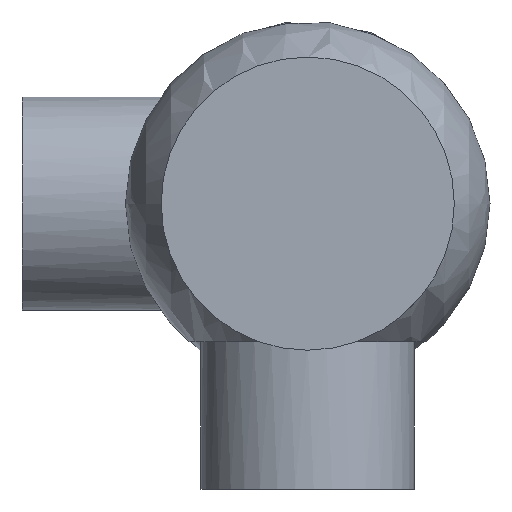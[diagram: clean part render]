
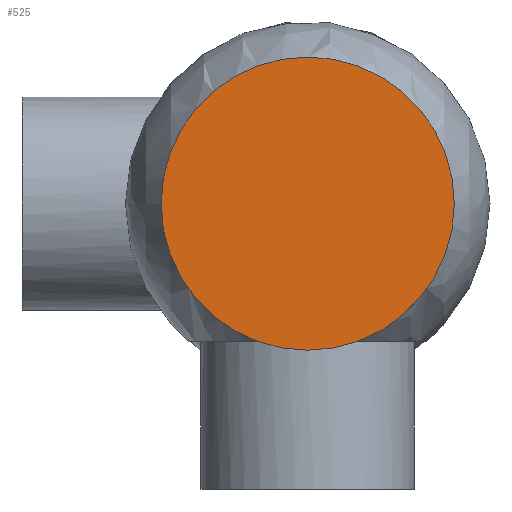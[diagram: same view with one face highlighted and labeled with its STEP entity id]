
A CAD part, front view. The second image highlights one B-rep face of the part: STEP entity #525.
In plain terms, the highlighted planar face has unit normal (0, -1, 0).
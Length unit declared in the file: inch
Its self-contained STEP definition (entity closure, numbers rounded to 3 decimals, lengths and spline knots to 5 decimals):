
#26=PLANE('',#625);
#95=FACE_OUTER_BOUND('',#127,.T.);
#127=EDGE_LOOP('',(#487,#488));
#188=CIRCLE('',#608,2.06);
#189=CIRCLE('',#609,2.06);
#246=VERTEX_POINT('',#2313);
#247=VERTEX_POINT('',#2315);
#317=EDGE_CURVE('',#246,#247,#188,.T.);
#318=EDGE_CURVE('',#247,#246,#189,.T.);
#487=ORIENTED_EDGE('',*,*,#318,.F.);
#488=ORIENTED_EDGE('',*,*,#317,.F.);
#525=ADVANCED_FACE('',(#95),#26,.T.);
#608=AXIS2_PLACEMENT_3D('',#2316,#756,#757);
#609=AXIS2_PLACEMENT_3D('',#2317,#758,#759);
#625=AXIS2_PLACEMENT_3D('',#2347,#799,#800);
#756=DIRECTION('center_axis',(0.,1.,0.));
#757=DIRECTION('ref_axis',(0.,0.,1.));
#758=DIRECTION('center_axis',(0.,1.,0.));
#759=DIRECTION('ref_axis',(0.,0.,1.));
#799=DIRECTION('center_axis',(0.,-1.,0.));
#800=DIRECTION('ref_axis',(0.,0.,-1.));
#2313=CARTESIAN_POINT('',(0.,0.,-2.06));
#2315=CARTESIAN_POINT('',(0.,0.,2.06));
#2316=CARTESIAN_POINT('Origin',(0.,0.,0.));
#2317=CARTESIAN_POINT('Origin',(0.,0.,0.));
#2347=CARTESIAN_POINT('Origin',(-2.06,0.,0.));
